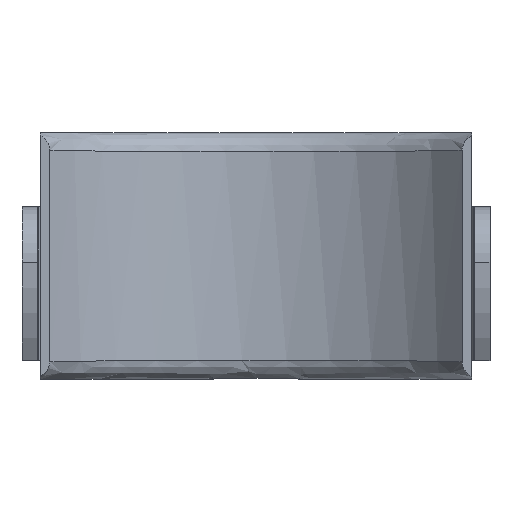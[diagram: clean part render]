
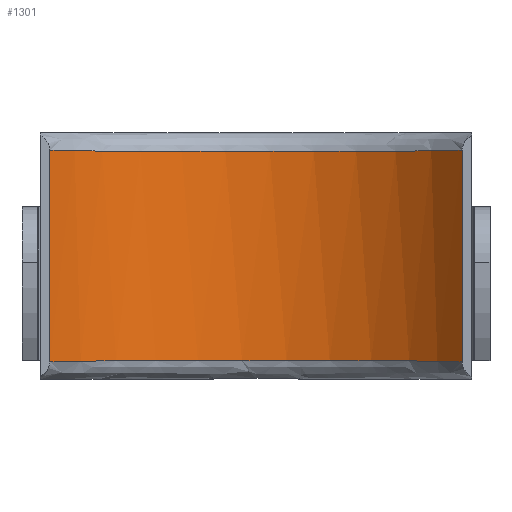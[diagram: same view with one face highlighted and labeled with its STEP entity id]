
A CAD part, front view. The second image highlights one B-rep face of the part: STEP entity #1301.
In plain terms, the highlighted cylindrical face has radius 43 mm (diameter 86 mm), a partial arc.
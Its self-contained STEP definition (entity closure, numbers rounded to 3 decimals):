
#231 = LINE ( 'NONE', #732, #1083 ) ;
#314 = ORIENTED_EDGE ( 'NONE', *, *, #4174, .T. ) ;
#631 = DIRECTION ( 'NONE',  ( 0., 0., -1. ) ) ;
#652 = DIRECTION ( 'NONE',  ( 0., 0., -1. ) ) ;
#732 = CARTESIAN_POINT ( 'NONE',  ( -33.466, -16., 20. ) ) ;
#1082 = VERTEX_POINT ( 'NONE', #4857 ) ;
#1083 = VECTOR ( 'NONE', #652, 1000. ) ;
#1198 = AXIS2_PLACEMENT_3D ( 'NONE', #6763, #631, #5500 ) ;
#1301 = ADVANCED_FACE ( 'NONE', ( #3374 ), #3207, .F. ) ;
#1302 = B_SPLINE_CURVE_WITH_KNOTS ( 'NONE', 3,
 ( #6104, #6380, #5516, #5300, #5156, #5100, #4939, #4907, #4781, #4734, #4660, #4971, #4415, #4558, #4460, #4645, #4451, #4245, #4198, #4001, #3897, #2894, #3888, #3823, #3668, #3688, #3573, #3476, #4033, #3427, #3371, #3265, #3135, #2961, #3029, #2932 ),
 .UNSPECIFIED., .F., .F.,
 ( 4, 2, 2, 2, 2, 2, 2, 2, 2, 2, 2, 2, 2, 2, 2, 2, 2, 4 ),
 ( 0., 0.005, 0.007, 0.01, 0.019, 0.024, 0.029, 0.038, 0.043, 0.046, 0.048, 0.058, 0.06, 0.062, 0.067, 0.072, 0.074, 0.077 ),
 .UNSPECIFIED. ) ;
#1523 = CARTESIAN_POINT ( 'NONE',  ( 33.466, -16., 17.161 ) ) ;
#2257 = EDGE_CURVE ( 'NONE', #5995, #1082, #231, .T. ) ;
#2389 = ORIENTED_EDGE ( 'NONE', *, *, #6154, .F. ) ;
#2502 = CARTESIAN_POINT ( 'NONE',  ( 33.466, -16., -17.161 ) ) ;
#2894 = CARTESIAN_POINT ( 'NONE',  ( 12.642, -1.777, -17.001 ) ) ;
#2932 = CARTESIAN_POINT ( 'NONE',  ( 33.466, -16., -17.161 ) ) ;
#2961 = CARTESIAN_POINT ( 'NONE',  ( 32.438, -14.762, -17.137 ) ) ;
#3014 = CARTESIAN_POINT ( 'NONE',  ( -33.466, -16., 17.161 ) ) ;
#3023 = CARTESIAN_POINT ( 'NONE',  ( -32.455, -14.747, 17.136 ) ) ;
#3029 = CARTESIAN_POINT ( 'NONE',  ( 32.961, -15.373, -17.148 ) ) ;
#3039 = CARTESIAN_POINT ( 'NONE',  ( -31.38, -13.557, 17.114 ) ) ;
#3051 = CARTESIAN_POINT ( 'NONE',  ( -29.673, -11.868, 17.088 ) ) ;
#3066 = CARTESIAN_POINT ( 'NONE',  ( -29.088, -11.321, 17.08 ) ) ;
#3074 = CARTESIAN_POINT ( 'NONE',  ( -27.886, -10.259, 17.065 ) ) ;
#3095 = CARTESIAN_POINT ( 'NONE',  ( -27.269, -9.742, 17.059 ) ) ;
#3126 = CARTESIAN_POINT ( 'NONE',  ( -24.111, -7.251, 17.03 ) ) ;
#3131 = CARTESIAN_POINT ( 'NONE',  ( -21.41, -5.574, 17.017 ) ) ;
#3135 = CARTESIAN_POINT ( 'NONE',  ( 31.359, -13.568, -17.115 ) ) ;
#3154 = CARTESIAN_POINT ( 'NONE',  ( -17.104, -3.516, 17.007 ) ) ;
#3179 = CARTESIAN_POINT ( 'NONE',  ( -15.624, -2.907, 17.004 ) ) ;
#3181 = CARTESIAN_POINT ( 'NONE',  ( -12.583, -1.851, 17.001 ) ) ;
#3197 = CARTESIAN_POINT ( 'NONE',  ( -11.047, -1.413, 17. ) ) ;
#3207 = CYLINDRICAL_SURFACE ( 'NONE', #1198, 43. ) ;
#3228 = CARTESIAN_POINT ( 'NONE',  ( -6.395, -0.359, 16.999 ) ) ;
#3265 = CARTESIAN_POINT ( 'NONE',  ( 30.802, -12.985, -17.105 ) ) ;
#3273 = CARTESIAN_POINT ( 'NONE',  ( -3.235, -0.001, 16.999 ) ) ;
#3319 = CARTESIAN_POINT ( 'NONE',  ( 1.597, 0., 16.999 ) ) ;
#3366 = CARTESIAN_POINT ( 'NONE',  ( 3.202, -0.089, 16.999 ) ) ;
#3371 = CARTESIAN_POINT ( 'NONE',  ( 29.091, -11.293, -17.079 ) ) ;
#3374 = FACE_OUTER_BOUND ( 'NONE', #4356, .T. ) ;
#3393 = CARTESIAN_POINT ( 'NONE',  ( 5.6, -0.359, 16.999 ) ) ;
#3411 = CARTESIAN_POINT ( 'NONE',  ( 6.398, -0.471, 16.999 ) ) ;
#3422 = CARTESIAN_POINT ( 'NONE',  ( 7.978, -0.739, 16.999 ) ) ;
#3427 = CARTESIAN_POINT ( 'NONE',  ( 27.896, -10.238, -17.064 ) ) ;
#3442 = CARTESIAN_POINT ( 'NONE',  ( 8.761, -0.894, 17. ) ) ;
#3444 = CARTESIAN_POINT ( 'NONE',  ( 12.642, -1.777, 17.001 ) ) ;
#3476 = CARTESIAN_POINT ( 'NONE',  ( 24.104, -7.355, -17.033 ) ) ;
#3489 = CARTESIAN_POINT ( 'NONE',  ( 15.644, -2.818, 17.003 ) ) ;
#3497 = CARTESIAN_POINT ( 'NONE',  ( 19.265, -4.548, 17.012 ) ) ;
#3505 = CARTESIAN_POINT ( 'NONE',  ( 19.983, -4.917, 17.014 ) ) ;
#3516 = CARTESIAN_POINT ( 'NONE',  ( 21.388, -5.688, 17.019 ) ) ;
#3524 = CARTESIAN_POINT ( 'NONE',  ( 22.076, -6.091, 17.022 ) ) ;
#3533 = CARTESIAN_POINT ( 'NONE',  ( 24.104, -7.355, 17.033 ) ) ;
#3540 = CARTESIAN_POINT ( 'NONE',  ( 25.403, -8.269, 17.041 ) ) ;
#3550 = CARTESIAN_POINT ( 'NONE',  ( 27.896, -10.238, 17.064 ) ) ;
#3563 = CARTESIAN_POINT ( 'NONE',  ( 29.091, -11.293, 17.079 ) ) ;
#3569 = CARTESIAN_POINT ( 'NONE',  ( 30.802, -12.985, 17.105 ) ) ;
#3573 = CARTESIAN_POINT ( 'NONE',  ( 22.076, -6.091, -17.022 ) ) ;
#3621 = CARTESIAN_POINT ( 'NONE',  ( 31.359, -13.568, 17.115 ) ) ;
#3626 = CARTESIAN_POINT ( 'NONE',  ( 33.466, -16., 20. ) ) ;
#3628 = CARTESIAN_POINT ( 'NONE',  ( 32.438, -14.762, 17.137 ) ) ;
#3668 = CARTESIAN_POINT ( 'NONE',  ( 19.983, -4.917, -17.014 ) ) ;
#3675 = EDGE_CURVE ( 'NONE', #5907, #5995, #5146, .T. ) ;
#3688 = CARTESIAN_POINT ( 'NONE',  ( 21.388, -5.688, -17.019 ) ) ;
#3742 = VERTEX_POINT ( 'NONE', #2502 ) ;
#3823 = CARTESIAN_POINT ( 'NONE',  ( 19.265, -4.548, -17.012 ) ) ;
#3888 = CARTESIAN_POINT ( 'NONE',  ( 15.644, -2.818, -17.003 ) ) ;
#3897 = CARTESIAN_POINT ( 'NONE',  ( 8.761, -0.894, -17. ) ) ;
#3938 = CARTESIAN_POINT ( 'NONE',  ( 32.961, -15.373, 17.148 ) ) ;
#3975 = CARTESIAN_POINT ( 'NONE',  ( 33.466, -16., 17.161 ) ) ;
#4001 = CARTESIAN_POINT ( 'NONE',  ( 7.978, -0.739, -16.999 ) ) ;
#4033 = CARTESIAN_POINT ( 'NONE',  ( 25.403, -8.269, -17.041 ) ) ;
#4174 = EDGE_CURVE ( 'NONE', #1082, #3742, #1302, .T. ) ;
#4198 = CARTESIAN_POINT ( 'NONE',  ( 6.398, -0.471, -16.999 ) ) ;
#4245 = CARTESIAN_POINT ( 'NONE',  ( 5.6, -0.359, -16.999 ) ) ;
#4356 = EDGE_LOOP ( 'NONE', ( #5797, #314, #2389, #6083 ) ) ;
#4415 = CARTESIAN_POINT ( 'NONE',  ( -11.047, -1.413, -17. ) ) ;
#4451 = CARTESIAN_POINT ( 'NONE',  ( 3.202, -0.089, -16.999 ) ) ;
#4460 = CARTESIAN_POINT ( 'NONE',  ( -3.235, -0.001, -16.999 ) ) ;
#4558 = CARTESIAN_POINT ( 'NONE',  ( -6.395, -0.359, -16.999 ) ) ;
#4645 = CARTESIAN_POINT ( 'NONE',  ( 1.597, 0., -16.999 ) ) ;
#4660 = CARTESIAN_POINT ( 'NONE',  ( -15.624, -2.907, -17.004 ) ) ;
#4734 = CARTESIAN_POINT ( 'NONE',  ( -17.104, -3.516, -17.007 ) ) ;
#4760 = DIRECTION ( 'NONE',  ( 0., 0., -1. ) ) ;
#4781 = CARTESIAN_POINT ( 'NONE',  ( -21.41, -5.574, -17.017 ) ) ;
#4857 = CARTESIAN_POINT ( 'NONE',  ( -33.466, -16., -17.161 ) ) ;
#4907 = CARTESIAN_POINT ( 'NONE',  ( -24.111, -7.251, -17.03 ) ) ;
#4929 = CARTESIAN_POINT ( 'NONE',  ( -33.466, -16., 17.161 ) ) ;
#4939 = CARTESIAN_POINT ( 'NONE',  ( -27.269, -9.742, -17.059 ) ) ;
#4971 = CARTESIAN_POINT ( 'NONE',  ( -12.583, -1.851, -17.001 ) ) ;
#5100 = CARTESIAN_POINT ( 'NONE',  ( -27.886, -10.259, -17.065 ) ) ;
#5146 = B_SPLINE_CURVE_WITH_KNOTS ( 'NONE', 3,
 ( #3975, #3938, #3628, #3621, #3569, #3563, #3550, #3540, #3533, #3524, #3516, #3505, #3497, #3489, #3444, #3442, #3422, #3411, #3393, #3366, #3319, #3273, #3228, #3197, #3181, #3179, #3154, #3131, #3126, #3095, #3074, #3066, #3051, #3039, #3023, #3014 ),
 .UNSPECIFIED., .F., .F.,
 ( 4, 2, 2, 2, 2, 2, 2, 2, 2, 2, 2, 2, 2, 2, 2, 2, 2, 4 ),
 ( 0., 0.002, 0.005, 0.01, 0.014, 0.017, 0.019, 0.029, 0.031, 0.034, 0.039, 0.048, 0.053, 0.058, 0.068, 0.07, 0.072, 0.077 ),
 .UNSPECIFIED. ) ;
#5156 = CARTESIAN_POINT ( 'NONE',  ( -29.088, -11.321, -17.08 ) ) ;
#5300 = CARTESIAN_POINT ( 'NONE',  ( -29.673, -11.868, -17.088 ) ) ;
#5500 = DIRECTION ( 'NONE',  ( -1., 0., 0. ) ) ;
#5516 = CARTESIAN_POINT ( 'NONE',  ( -31.38, -13.557, -17.114 ) ) ;
#5761 = LINE ( 'NONE', #3626, #6058 ) ;
#5797 = ORIENTED_EDGE ( 'NONE', *, *, #2257, .T. ) ;
#5907 = VERTEX_POINT ( 'NONE', #1523 ) ;
#5995 = VERTEX_POINT ( 'NONE', #4929 ) ;
#6058 = VECTOR ( 'NONE', #4760, 1000. ) ;
#6083 = ORIENTED_EDGE ( 'NONE', *, *, #3675, .T. ) ;
#6104 = CARTESIAN_POINT ( 'NONE',  ( -33.466, -16., -17.161 ) ) ;
#6154 = EDGE_CURVE ( 'NONE', #5907, #3742, #5761, .T. ) ;
#6380 = CARTESIAN_POINT ( 'NONE',  ( -32.455, -14.747, -17.136 ) ) ;
#6763 = CARTESIAN_POINT ( 'NONE',  ( 0., -43., 20. ) ) ;
